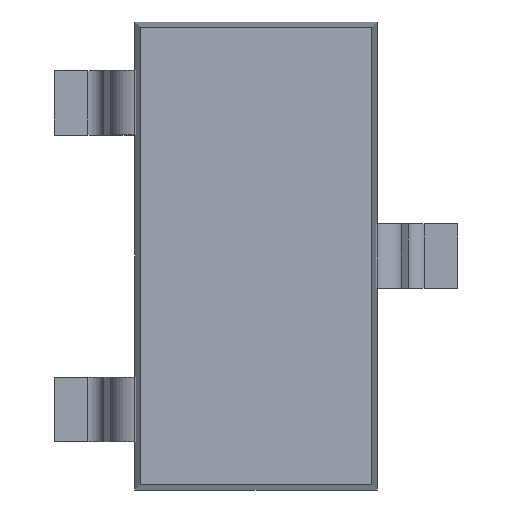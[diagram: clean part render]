
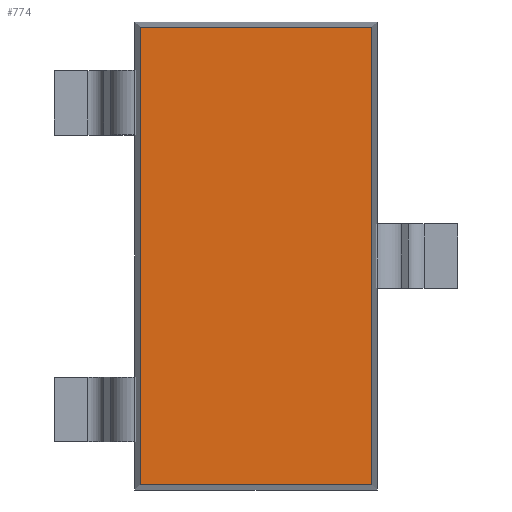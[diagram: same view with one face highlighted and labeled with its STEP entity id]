
A CAD part, top view. The second image highlights one B-rep face of the part: STEP entity #774.
In plain terms, the highlighted planar face has unit normal (0, 0, 1).
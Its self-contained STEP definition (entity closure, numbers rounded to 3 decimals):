
#390 = EDGE_CURVE('',#391,#393,#395,.T.);
#391 = VERTEX_POINT('',#392);
#392 = CARTESIAN_POINT('',(-0.717,1.417,1.15));
#393 = VERTEX_POINT('',#394);
#394 = CARTESIAN_POINT('',(-0.717,-1.417,1.15));
#395 = LINE('',#396,#397);
#396 = CARTESIAN_POINT('',(-0.717,-1.45,1.15));
#397 = VECTOR('',#398,1.);
#398 = DIRECTION('',(0.,-1.,0.));
#774 = ADVANCED_FACE('',(#775),#800,.T.);
#775 = FACE_BOUND('',#776,.T.);
#776 = EDGE_LOOP('',(#777,#778,#786,#794));
#777 = ORIENTED_EDGE('',*,*,#390,.T.);
#778 = ORIENTED_EDGE('',*,*,#779,.T.);
#779 = EDGE_CURVE('',#393,#780,#782,.T.);
#780 = VERTEX_POINT('',#781);
#781 = CARTESIAN_POINT('',(0.717,-1.417,1.15));
#782 = LINE('',#783,#784);
#783 = CARTESIAN_POINT('',(0.75,-1.417,1.15));
#784 = VECTOR('',#785,1.);
#785 = DIRECTION('',(1.,0.,0.));
#786 = ORIENTED_EDGE('',*,*,#787,.T.);
#787 = EDGE_CURVE('',#780,#788,#790,.T.);
#788 = VERTEX_POINT('',#789);
#789 = CARTESIAN_POINT('',(0.717,1.417,1.15));
#790 = LINE('',#791,#792);
#791 = CARTESIAN_POINT('',(0.717,1.45,1.15));
#792 = VECTOR('',#793,1.);
#793 = DIRECTION('',(0.,1.,0.));
#794 = ORIENTED_EDGE('',*,*,#795,.T.);
#795 = EDGE_CURVE('',#788,#391,#796,.T.);
#796 = LINE('',#797,#798);
#797 = CARTESIAN_POINT('',(-0.75,1.417,1.15));
#798 = VECTOR('',#799,1.);
#799 = DIRECTION('',(-1.,0.,0.));
#800 = PLANE('',#801);
#801 = AXIS2_PLACEMENT_3D('',#802,#803,#804);
#802 = CARTESIAN_POINT('',(0.,0.,1.15)
  );
#803 = DIRECTION('',(0.,0.,1.));
#804 = DIRECTION('',(0.,-1.,0.));
